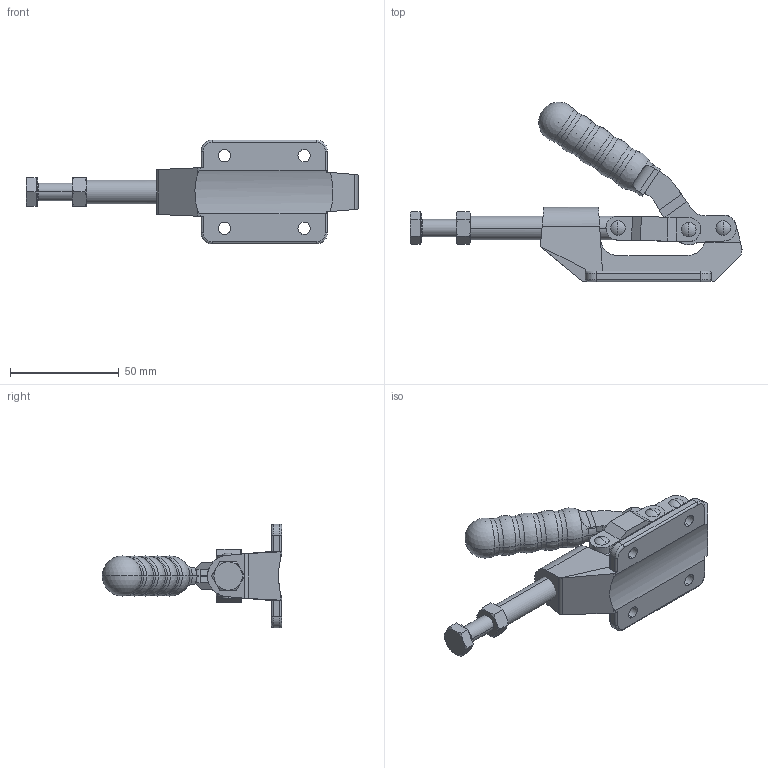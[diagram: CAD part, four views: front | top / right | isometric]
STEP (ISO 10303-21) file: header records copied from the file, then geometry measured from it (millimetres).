
FILE_DESCRIPTION (( 'STEP AP214' ), '1' );
FILE_NAME ('EMC36003.STEP', '2019-01-09T07:29:28', ( 'LinWei' ), ( '' ), 'SwSTEP 2.0', 'SolidWorks 2016', '' );
FILE_SCHEMA (( 'AUTOMOTIVE_DESIGN' ));
Length unit declared in the file: millimetre
Products named in the file (5): Group4^EMC36003; Group3^EMC36003; Group2^EMC36003; Group1^EMC36003; EMC36003
Assembly tree (4 placements, depth 2):
  EMC36003
    Group1^EMC36003
    Group2^EMC36003
    Group3^EMC36003
    Group4^EMC36003
Bounding box: 152.4 x 82.39 x 47.6 mm (x, y, z)
Volume: 58657.8 mm3; surface area: 31418.9 mm2
Topology: 4 solids, 4 shells, 308 faces, 881 edges, 549 vertices
Faces by surface type: plane 114, cylinder 95, torus 52, sphere 26, cone 21
Entity records: 11530 total; most frequent: CARTESIAN_POINT 2547, ORIENTED_EDGE 1662, DIRECTION 1647, EDGE_CURVE 831, AXIS2_PLACEMENT_3D 648, VERTEX_POINT 519, VECTOR 351, LINE 351
